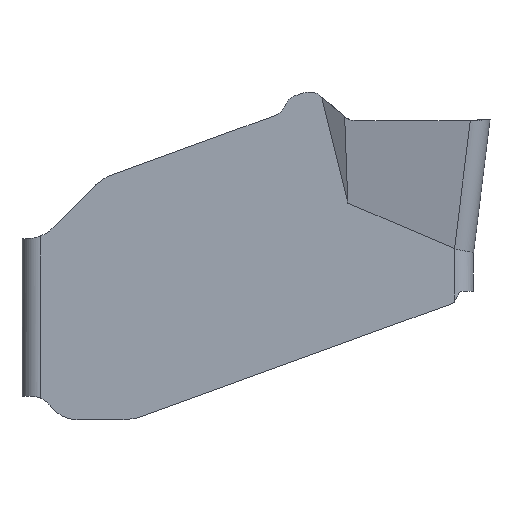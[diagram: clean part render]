
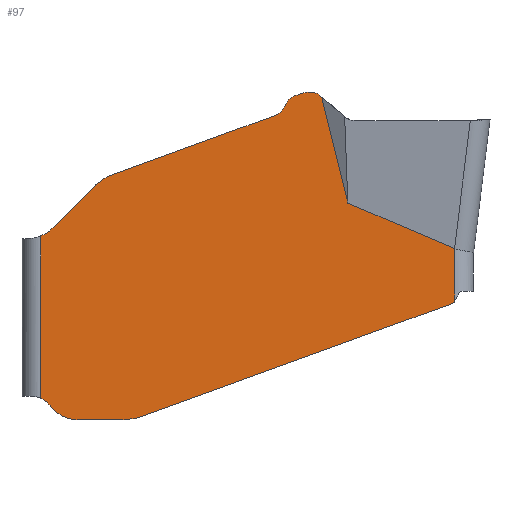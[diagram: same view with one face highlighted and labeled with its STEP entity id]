
A CAD part, left-side view. The second image highlights one B-rep face of the part: STEP entity #97.
In plain terms, the highlighted planar face has unit normal (-1, 0, 0).
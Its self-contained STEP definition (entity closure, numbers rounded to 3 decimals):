
#68=CIRCLE('',#974,0.27);
#69=CIRCLE('',#975,0.27);
#70=CIRCLE('',#976,0.27);
#71=CIRCLE('',#977,0.436);
#72=CIRCLE('',#978,1.);
#73=CIRCLE('',#980,0.8);
#74=CIRCLE('',#981,0.5);
#75=CIRCLE('',#982,0.75);
#76=CIRCLE('',#984,0.1);
#86=ELLIPSE('',#973,3.14,0.4);
#87=ELLIPSE('',#979,1.32,1.);
#88=ELLIPSE('',#983,1.46,1.);
#97=ADVANCED_FACE('BODY_R_SUR',(#165),#143,.F.);
#143=PLANE('',#985);
#165=FACE_OUTER_BOUND('',#211,.T.);
#211=EDGE_LOOP('',(#286,#287,#288,#289,#290,#291,#292,#293,#294,#295,#296,
#297,#298,#299,#300,#301,#302,#303,#304,#305,#306,#307,#308,#309,#310,#311,
#312));
#286=ORIENTED_EDGE('',*,*,#638,.T.);
#287=ORIENTED_EDGE('',*,*,#639,.T.);
#288=ORIENTED_EDGE('',*,*,#640,.T.);
#289=ORIENTED_EDGE('',*,*,#641,.T.);
#290=ORIENTED_EDGE('',*,*,#642,.T.);
#291=ORIENTED_EDGE('',*,*,#643,.T.);
#292=ORIENTED_EDGE('',*,*,#644,.T.);
#293=ORIENTED_EDGE('',*,*,#645,.T.);
#294=ORIENTED_EDGE('',*,*,#646,.T.);
#295=ORIENTED_EDGE('',*,*,#647,.T.);
#296=ORIENTED_EDGE('',*,*,#648,.T.);
#297=ORIENTED_EDGE('',*,*,#649,.T.);
#298=ORIENTED_EDGE('',*,*,#650,.T.);
#299=ORIENTED_EDGE('',*,*,#651,.T.);
#300=ORIENTED_EDGE('',*,*,#652,.T.);
#301=ORIENTED_EDGE('',*,*,#653,.T.);
#302=ORIENTED_EDGE('',*,*,#654,.T.);
#303=ORIENTED_EDGE('',*,*,#655,.T.);
#304=ORIENTED_EDGE('',*,*,#656,.T.);
#305=ORIENTED_EDGE('',*,*,#657,.T.);
#306=ORIENTED_EDGE('',*,*,#658,.T.);
#307=ORIENTED_EDGE('',*,*,#659,.T.);
#308=ORIENTED_EDGE('',*,*,#660,.T.);
#309=ORIENTED_EDGE('',*,*,#661,.T.);
#310=ORIENTED_EDGE('',*,*,#662,.T.);
#311=ORIENTED_EDGE('',*,*,#663,.T.);
#312=ORIENTED_EDGE('',*,*,#664,.T.);
#550=VERTEX_POINT('',#1434);
#551=VERTEX_POINT('',#1435);
#552=VERTEX_POINT('',#1437);
#553=VERTEX_POINT('',#1439);
#554=VERTEX_POINT('',#1441);
#555=VERTEX_POINT('',#1443);
#556=VERTEX_POINT('',#1445);
#557=VERTEX_POINT('',#1447);
#558=VERTEX_POINT('',#1449);
#559=VERTEX_POINT('',#1451);
#560=VERTEX_POINT('',#1453);
#561=VERTEX_POINT('',#1455);
#562=VERTEX_POINT('',#1457);
#563=VERTEX_POINT('',#1459);
#564=VERTEX_POINT('',#1461);
#565=VERTEX_POINT('',#1469);
#566=VERTEX_POINT('',#1471);
#567=VERTEX_POINT('',#1473);
#568=VERTEX_POINT('',#1475);
#569=VERTEX_POINT('',#1477);
#570=VERTEX_POINT('',#1479);
#571=VERTEX_POINT('',#1481);
#572=VERTEX_POINT('',#1483);
#573=VERTEX_POINT('',#1485);
#574=VERTEX_POINT('',#1490);
#575=VERTEX_POINT('',#1492);
#576=VERTEX_POINT('',#1494);
#638=EDGE_CURVE('',#550,#551,#756,.T.);
#639=EDGE_CURVE('',#551,#552,#757,.T.);
#640=EDGE_CURVE('',#552,#553,#86,.T.);
#641=EDGE_CURVE('',#553,#554,#758,.T.);
#642=EDGE_CURVE('',#554,#555,#759,.T.);
#643=EDGE_CURVE('',#555,#556,#760,.T.);
#644=EDGE_CURVE('',#556,#557,#68,.T.);
#645=EDGE_CURVE('',#557,#558,#761,.T.);
#646=EDGE_CURVE('',#558,#559,#69,.T.);
#647=EDGE_CURVE('',#559,#560,#762,.T.);
#648=EDGE_CURVE('',#560,#561,#70,.T.);
#649=EDGE_CURVE('',#561,#562,#71,.T.);
#650=EDGE_CURVE('',#562,#563,#763,.T.);
#651=EDGE_CURVE('',#563,#564,#72,.T.);
#652=EDGE_CURVE('',#564,#565,#910,.T.);
#653=EDGE_CURVE('',#565,#566,#87,.T.);
#654=EDGE_CURVE('',#566,#567,#764,.T.);
#655=EDGE_CURVE('',#567,#568,#73,.T.);
#656=EDGE_CURVE('',#568,#569,#765,.T.);
#657=EDGE_CURVE('',#569,#570,#74,.T.);
#658=EDGE_CURVE('',#570,#571,#75,.T.);
#659=EDGE_CURVE('',#571,#572,#766,.T.);
#660=EDGE_CURVE('',#572,#573,#88,.T.);
#661=EDGE_CURVE('',#573,#574,#911,.T.);
#662=EDGE_CURVE('',#574,#575,#767,.T.);
#663=EDGE_CURVE('',#575,#576,#768,.T.);
#664=EDGE_CURVE('',#576,#550,#76,.T.);
#756=LINE('',#1433,#832);
#757=LINE('',#1436,#833);
#758=LINE('',#1440,#834);
#759=LINE('',#1442,#835);
#760=LINE('',#1444,#836);
#761=LINE('',#1448,#837);
#762=LINE('',#1452,#838);
#763=LINE('',#1458,#839);
#764=LINE('',#1472,#840);
#765=LINE('',#1476,#841);
#766=LINE('',#1482,#842);
#767=LINE('',#1491,#843);
#768=LINE('',#1493,#844);
#832=VECTOR('',#1083,1.);
#833=VECTOR('',#1084,1.);
#834=VECTOR('',#1087,1.);
#835=VECTOR('',#1088,1.);
#836=VECTOR('',#1089,1.);
#837=VECTOR('',#1092,1.);
#838=VECTOR('',#1095,1.);
#839=VECTOR('',#1100,1.);
#840=VECTOR('',#1105,1.);
#841=VECTOR('',#1108,1.);
#842=VECTOR('',#1113,1.);
#843=VECTOR('',#1116,1.);
#844=VECTOR('',#1117,1.);
#910=B_SPLINE_CURVE_WITH_KNOTS('',3,(#1462,#1463,#1464,#1465,#1466,#1467,
#1468),.UNSPECIFIED.,.F.,.F.,(4,3,4),(0.,0.788,1.),
 .UNSPECIFIED.);
#911=B_SPLINE_CURVE_WITH_KNOTS('',3,(#1486,#1487,#1488,#1489),
 .UNSPECIFIED.,.F.,.F.,(4,4),(0.,1.),.UNSPECIFIED.);
#973=AXIS2_PLACEMENT_3D('',#1438,#1085,#1086);
#974=AXIS2_PLACEMENT_3D('',#1446,#1090,#1091);
#975=AXIS2_PLACEMENT_3D('',#1450,#1093,#1094);
#976=AXIS2_PLACEMENT_3D('',#1454,#1096,#1097);
#977=AXIS2_PLACEMENT_3D('',#1456,#1098,#1099);
#978=AXIS2_PLACEMENT_3D('',#1460,#1101,#1102);
#979=AXIS2_PLACEMENT_3D('',#1470,#1103,#1104);
#980=AXIS2_PLACEMENT_3D('',#1474,#1106,#1107);
#981=AXIS2_PLACEMENT_3D('',#1478,#1109,#1110);
#982=AXIS2_PLACEMENT_3D('',#1480,#1111,#1112);
#983=AXIS2_PLACEMENT_3D('',#1484,#1114,#1115);
#984=AXIS2_PLACEMENT_3D('',#1495,#1118,#1119);
#985=AXIS2_PLACEMENT_3D('',#1496,#1120,#1121);
#1083=DIRECTION('',(0.,-0.5,0.866));
#1084=DIRECTION('',(0.,0.,1.));
#1085=DIRECTION('',(1.,0.,0.));
#1086=DIRECTION('',(0.,-0.122,0.993));
#1087=DIRECTION('',(0.,0.92,0.392));
#1088=DIRECTION('',(0.,0.238,0.971));
#1089=DIRECTION('',(0.,0.766,0.643));
#1090=DIRECTION('',(-1.,0.,0.));
#1091=DIRECTION('',(0.,0.,-1.));
#1092=DIRECTION('',(0.,1.,0.));
#1093=DIRECTION('',(-1.,0.,0.));
#1094=DIRECTION('',(0.,0.,-1.));
#1095=DIRECTION('',(0.,0.94,-0.342));
#1096=DIRECTION('',(-1.,0.,0.));
#1097=DIRECTION('',(0.,0.,-1.));
#1098=DIRECTION('',(1.,0.,0.));
#1099=DIRECTION('',(0.,0.,-1.));
#1100=DIRECTION('',(0.,0.94,-0.342));
#1101=DIRECTION('',(-1.,0.,0.));
#1102=DIRECTION('',(0.,0.,-1.));
#1103=DIRECTION('',(-1.,0.,0.));
#1104=DIRECTION('',(0.,0.707,-0.707));
#1105=DIRECTION('',(0.,0.707,-0.707));
#1106=DIRECTION('',(1.,0.,0.));
#1107=DIRECTION('',(0.,0.,-1.));
#1108=DIRECTION('',(0.,0.,-1.));
#1109=DIRECTION('',(1.,0.,0.));
#1110=DIRECTION('',(0.,0.,-1.));
#1111=DIRECTION('',(-1.,0.,0.));
#1112=DIRECTION('',(0.,0.,-1.));
#1113=DIRECTION('',(0.,-1.,0.));
#1114=DIRECTION('',(-1.,0.,0.));
#1115=DIRECTION('',(0.,-1.,0.));
#1116=DIRECTION('',(0.,-0.94,0.341));
#1117=DIRECTION('',(0.,-0.94,0.342));
#1118=DIRECTION('',(-1.,0.,0.));
#1119=DIRECTION('',(0.,0.,-1.));
#1120=DIRECTION('',(1.,0.,0.));
#1121=DIRECTION('',(0.,0.,-1.));
#1433=CARTESIAN_POINT('',(-1.15,-4.86,-2.806));
#1434=CARTESIAN_POINT('',(-1.15,-4.245,-3.873));
#1435=CARTESIAN_POINT('',(-1.15,-4.25,-3.863));
#1436=CARTESIAN_POINT('',(-1.15,-4.25,-2.913));
#1437=CARTESIAN_POINT('',(-1.15,-4.25,-2.742));
#1438=CARTESIAN_POINT('',(-1.15,-4.643,0.373));
#1439=CARTESIAN_POINT('',(-1.15,-4.246,-2.74));
#1440=CARTESIAN_POINT('',(-1.15,-4.022,-2.645));
#1441=CARTESIAN_POINT('',(-1.15,-1.963,-1.767));
#1442=CARTESIAN_POINT('',(-1.15,-2.03,-2.039));
#1443=CARTESIAN_POINT('',(-1.15,-1.407,0.497));
#1444=CARTESIAN_POINT('',(-1.15,-0.826,0.985));
#1445=CARTESIAN_POINT('',(-1.15,-1.36,0.537));
#1446=CARTESIAN_POINT('',(-1.15,-1.187,0.33));
#1447=CARTESIAN_POINT('',(-1.15,-1.187,0.6));
#1448=CARTESIAN_POINT('',(-1.15,0.,0.6));
#1449=CARTESIAN_POINT('',(-1.15,-1.089,0.6));
#1450=CARTESIAN_POINT('',(-1.15,-1.089,0.33));
#1451=CARTESIAN_POINT('',(-1.15,-0.997,0.584));
#1452=CARTESIAN_POINT('',(-1.15,0.071,0.195));
#1453=CARTESIAN_POINT('',(-1.15,-0.81,0.516));
#1454=CARTESIAN_POINT('',(-1.15,-0.902,0.262));
#1455=CARTESIAN_POINT('',(-1.15,-0.649,0.355));
#1456=CARTESIAN_POINT('',(-1.15,-0.24,0.506));
#1457=CARTESIAN_POINT('',(-1.15,-0.389,0.096));
#1458=CARTESIAN_POINT('',(-1.15,-0.015,-0.04));
#1459=CARTESIAN_POINT('',(-1.15,3.068,-1.162));
#1460=CARTESIAN_POINT('',(-1.15,2.726,-2.101));
#1461=CARTESIAN_POINT('',(-1.15,3.371,-1.338));
#1462=CARTESIAN_POINT('',(-1.15,3.371,-1.338));
#1463=CARTESIAN_POINT('',(-1.15,3.376,-1.342));
#1464=CARTESIAN_POINT('',(-1.15,3.38,-1.345));
#1465=CARTESIAN_POINT('',(-1.15,3.385,-1.349));
#1466=CARTESIAN_POINT('',(-1.15,3.386,-1.35));
#1467=CARTESIAN_POINT('',(-1.15,3.387,-1.351));
#1468=CARTESIAN_POINT('',(-1.15,3.388,-1.352));
#1469=CARTESIAN_POINT('',(-1.15,3.388,-1.352));
#1470=CARTESIAN_POINT('',(-1.15,2.742,-2.117));
#1471=CARTESIAN_POINT('',(-1.15,3.449,-1.41));
#1472=CARTESIAN_POINT('',(-1.15,1.019,1.019));
#1473=CARTESIAN_POINT('',(-1.15,4.334,-2.296));
#1474=CARTESIAN_POINT('',(-1.15,4.9,-1.73));
#1475=CARTESIAN_POINT('',(-1.15,4.6,-2.472));
#1476=CARTESIAN_POINT('',(-1.15,4.6,-7.9));
#1477=CARTESIAN_POINT('',(-1.15,4.6,-5.942));
#1478=CARTESIAN_POINT('',(-1.15,4.8,-6.4));
#1479=CARTESIAN_POINT('',(-1.15,4.4,-6.1));
#1480=CARTESIAN_POINT('',(-1.15,3.8,-5.65));
#1481=CARTESIAN_POINT('',(-1.15,3.8,-6.4));
#1482=CARTESIAN_POINT('',(-1.15,0.,-6.4));
#1483=CARTESIAN_POINT('',(-1.15,2.942,-6.4));
#1484=CARTESIAN_POINT('',(-1.15,2.942,-5.4));
#1485=CARTESIAN_POINT('',(-1.15,2.555,-6.364));
#1486=CARTESIAN_POINT('',(-1.15,2.555,-6.364));
#1487=CARTESIAN_POINT('',(-1.15,2.524,-6.359));
#1488=CARTESIAN_POINT('',(-1.15,2.495,-6.35));
#1489=CARTESIAN_POINT('',(-1.15,2.465,-6.34));
#1490=CARTESIAN_POINT('',(-1.15,2.465,-6.34));
#1491=CARTESIAN_POINT('',(-1.15,-1.747,-4.81));
#1492=CARTESIAN_POINT('',(-1.15,2.464,-6.339));
#1493=CARTESIAN_POINT('',(-1.15,-1.749,-4.806));
#1494=CARTESIAN_POINT('',(-1.15,-4.192,-3.917));
#1495=CARTESIAN_POINT('',(-1.15,-4.158,-3.823));
#1496=CARTESIAN_POINT('',(-1.15,0.,0.));
